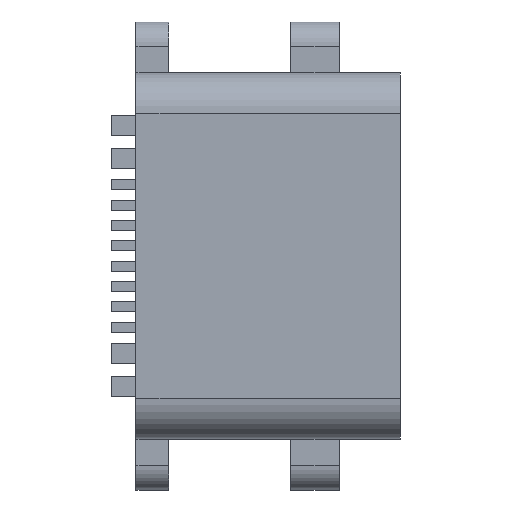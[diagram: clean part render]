
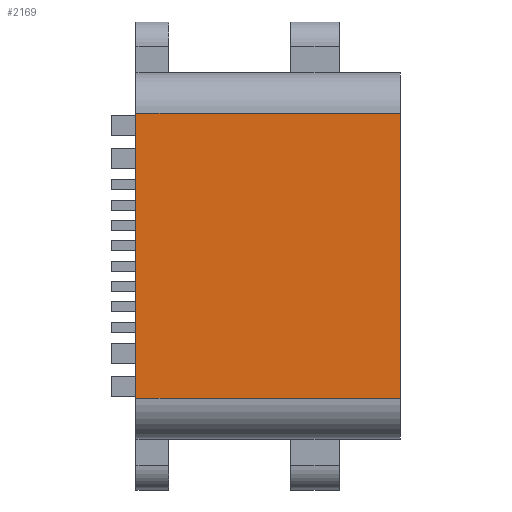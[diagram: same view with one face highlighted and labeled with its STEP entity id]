
A CAD part, top view. The second image highlights one B-rep face of the part: STEP entity #2169.
In plain terms, the highlighted planar face has unit normal (0, 0, 1).
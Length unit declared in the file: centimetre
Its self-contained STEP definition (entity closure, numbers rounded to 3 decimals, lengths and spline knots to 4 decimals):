
#194=FACE_OUTER_BOUND($,#324,.T.);
#324=EDGE_LOOP($,(#1915,#1916,#1917,#1918));
#565=LINE($,#3436,#829);
#587=LINE($,#3505,#851);
#588=LINE($,#3508,#852);
#589=LINE($,#3509,#853);
#829=VECTOR($,#2812,0.7);
#851=VECTOR($,#2884,0.65);
#852=VECTOR($,#2887,0.7);
#853=VECTOR($,#2888,0.65);
#1029=VERTEX_POINT($,#3433);
#1030=VERTEX_POINT($,#3435);
#1052=VERTEX_POINT($,#3503);
#1053=VERTEX_POINT($,#3507);
#1312=EDGE_CURVE($,#1030,#1029,#565,.T.);
#1347=EDGE_CURVE($,#1052,#1029,#587,.T.);
#1348=EDGE_CURVE($,#1052,#1053,#588,.T.);
#1349=EDGE_CURVE($,#1030,#1053,#589,.T.);
#1915=ORIENTED_EDGE($,*,*,#1347,.F.);
#1916=ORIENTED_EDGE($,*,*,#1348,.T.);
#1917=ORIENTED_EDGE($,*,*,#1349,.F.);
#1918=ORIENTED_EDGE($,*,*,#1312,.T.);
#2053=PLANE($,#2324);
#2169=ADVANCED_FACE($,(#194),#2053,.T.);
#2324=AXIS2_PLACEMENT_3D($,#3506,#2885,#2886);
#2812=DIRECTION($,(0.,-1.,0.));
#2884=DIRECTION($,(-1.,0.,0.));
#2885=DIRECTION('center_axis',(0.,0.,1.));
#2886=DIRECTION('ref_axis',(1.,0.,0.));
#2887=DIRECTION($,(0.,1.,0.));
#2888=DIRECTION($,(1.,0.,0.));
#3433=CARTESIAN_POINT('',(-0.325,-0.35,0.25));
#3435=CARTESIAN_POINT('',(-0.325,0.35,0.25));
#3436=CARTESIAN_POINT($,(-0.325,0.,0.25));
#3503=CARTESIAN_POINT('',(0.325,-0.35,0.25));
#3505=CARTESIAN_POINT($,(0.,-0.35,0.25));
#3506=CARTESIAN_POINT('Origin',(0.,0.,0.25));
#3507=CARTESIAN_POINT('',(0.325,0.35,0.25));
#3508=CARTESIAN_POINT($,(0.325,0.,0.25));
#3509=CARTESIAN_POINT($,(0.,0.35,0.25));
